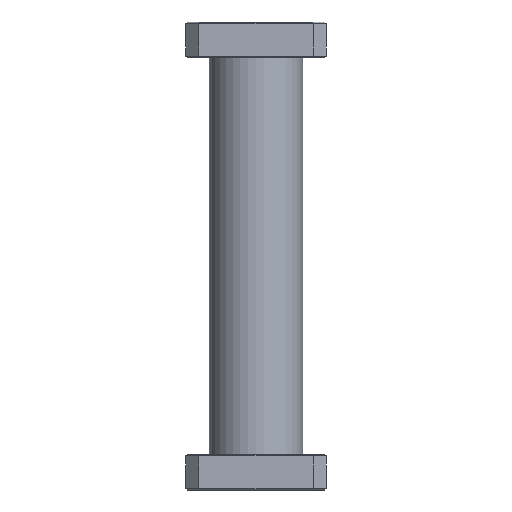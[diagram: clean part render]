
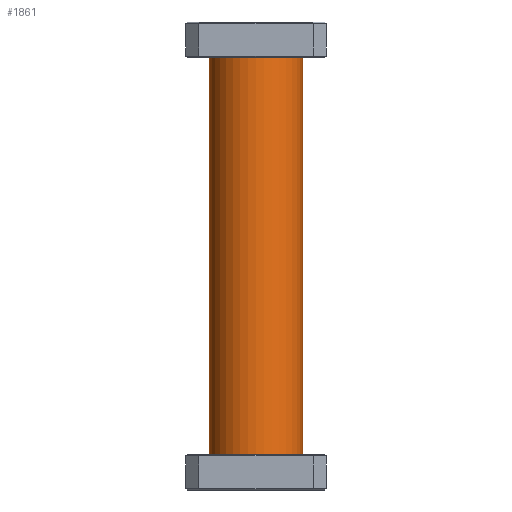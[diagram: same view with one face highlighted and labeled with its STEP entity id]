
A CAD part, front view. The second image highlights one B-rep face of the part: STEP entity #1861.
In plain terms, the highlighted cylindrical face has radius 6.35 mm (diameter 12.7 mm), a partial arc.
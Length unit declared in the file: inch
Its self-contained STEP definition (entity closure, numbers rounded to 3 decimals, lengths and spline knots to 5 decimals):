
#78 = CARTESIAN_POINT ( 'NONE',  ( 0.25, 0., -2.31 ) ) ;
#120 = CIRCLE ( 'NONE', #1666, 0.25 ) ;
#140 = LINE ( 'NONE', #699, #1879 ) ;
#323 = LINE ( 'NONE', #1931, #809 ) ;
#369 = ORIENTED_EDGE ( 'NONE', *, *, #1232, .T. ) ;
#464 = CARTESIAN_POINT ( 'NONE',  ( 0., 0., -2.31 ) ) ;
#487 = EDGE_LOOP ( 'NONE', ( #1288, #949, #369, #1106 ) ) ;
#633 = DIRECTION ( 'NONE',  ( 0., 0., -1. ) ) ;
#699 = CARTESIAN_POINT ( 'NONE',  ( 0.25, 0., -2.31 ) ) ;
#724 = DIRECTION ( 'NONE',  ( -1., 0., 0. ) ) ;
#749 = CYLINDRICAL_SURFACE ( 'NONE', #1483, 0.25 ) ;
#809 = VECTOR ( 'NONE', #1602, 39.37008 ) ;
#871 = EDGE_CURVE ( 'NONE', #1170, #1277, #120, .T. ) ;
#891 = FACE_OUTER_BOUND ( 'NONE', #487, .T. ) ;
#898 = CARTESIAN_POINT ( 'NONE',  ( 0., 0., -0.19 ) ) ;
#949 = ORIENTED_EDGE ( 'NONE', *, *, #1719, .F. ) ;
#1012 = DIRECTION ( 'NONE',  ( -1., 0., 0. ) ) ;
#1079 = VERTEX_POINT ( 'NONE', #78 ) ;
#1106 = ORIENTED_EDGE ( 'NONE', *, *, #871, .T. ) ;
#1170 = VERTEX_POINT ( 'NONE', #2223 ) ;
#1232 = EDGE_CURVE ( 'NONE', #1079, #1170, #140, .T. ) ;
#1277 = VERTEX_POINT ( 'NONE', #1397 ) ;
#1288 = ORIENTED_EDGE ( 'NONE', *, *, #2148, .F. ) ;
#1293 = DIRECTION ( 'NONE',  ( 1., 0., 0. ) ) ;
#1373 = VERTEX_POINT ( 'NONE', #1927 ) ;
#1383 = DIRECTION ( 'NONE',  ( 0., 0., 1. ) ) ;
#1397 = CARTESIAN_POINT ( 'NONE',  ( -0.25, 0., -0.19 ) ) ;
#1483 = AXIS2_PLACEMENT_3D ( 'NONE', #1955, #2182, #1293 ) ;
#1602 = DIRECTION ( 'NONE',  ( 0., 0., 1. ) ) ;
#1666 = AXIS2_PLACEMENT_3D ( 'NONE', #898, #2338, #724 ) ;
#1719 = EDGE_CURVE ( 'NONE', #1079, #1373, #1941, .T. ) ;
#1861 = ADVANCED_FACE ( 'NONE', ( #891 ), #749, .T. ) ;
#1879 = VECTOR ( 'NONE', #1383, 39.37008 ) ;
#1902 = AXIS2_PLACEMENT_3D ( 'NONE', #464, #633, #1012 ) ;
#1927 = CARTESIAN_POINT ( 'NONE',  ( -0.25, 0., -2.31 ) ) ;
#1931 = CARTESIAN_POINT ( 'NONE',  ( -0.25, 0., -2.31 ) ) ;
#1941 = CIRCLE ( 'NONE', #1902, 0.25 ) ;
#1955 = CARTESIAN_POINT ( 'NONE',  ( 0., 0., -2.31 ) ) ;
#2148 = EDGE_CURVE ( 'NONE', #1373, #1277, #323, .T. ) ;
#2182 = DIRECTION ( 'NONE',  ( 0., 0., 1. ) ) ;
#2223 = CARTESIAN_POINT ( 'NONE',  ( 0.25, 0., -0.19 ) ) ;
#2338 = DIRECTION ( 'NONE',  ( 0., 0., -1. ) ) ;
